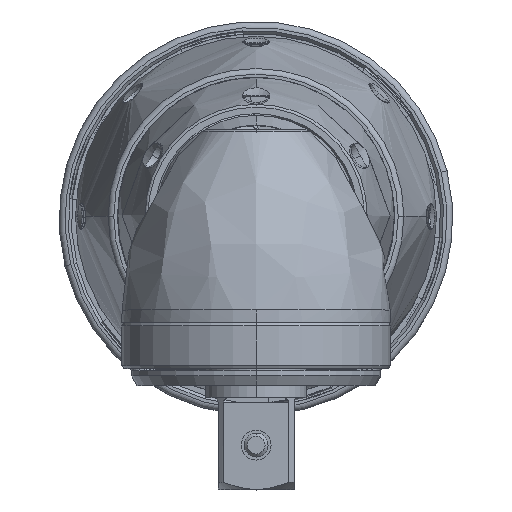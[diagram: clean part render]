
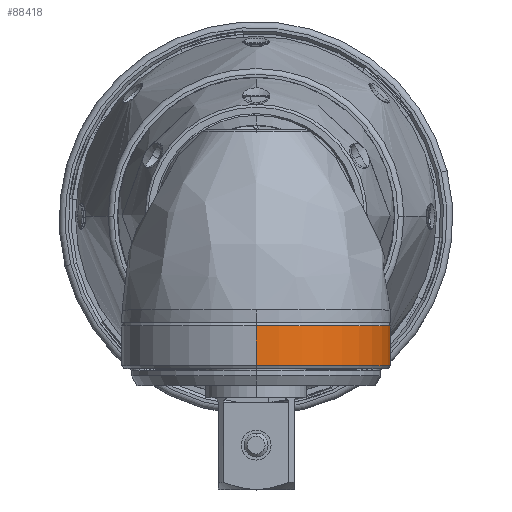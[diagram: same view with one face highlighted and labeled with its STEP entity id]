
A CAD part, top view. The second image highlights one B-rep face of the part: STEP entity #88418.
In plain terms, the highlighted cylindrical face has radius 22.5 mm (diameter 45 mm), a partial arc.
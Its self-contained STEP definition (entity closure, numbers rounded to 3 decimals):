
#88251=DIRECTION('',(0.,1.,0.));
#88252=VECTOR('',#88251,6.661);
#88253=CARTESIAN_POINT('',(0.028,-25.283,
546.606));
#88254=LINE('',#88253,#88252);
#88255=DIRECTION('',(0.,1.,0.));
#88256=VECTOR('',#88255,6.661);
#88257=CARTESIAN_POINT('',(0.022,-25.294,
501.606));
#88258=LINE('',#88257,#88256);
#88259=CARTESIAN_POINT('',(0.025,-25.289,
524.106));
#88260=DIRECTION('',(0.,1.,0.));
#88261=DIRECTION('',(0.,0.,1.));
#88262=AXIS2_PLACEMENT_3D('',#88259,#88260,#88261);
#88277=CARTESIAN_POINT('',(0.025,-18.628,
524.104));
#88278=DIRECTION('',(0.,1.,0.));
#88279=DIRECTION('',(0.,0.,1.));
#88280=AXIS2_PLACEMENT_3D('',#88277,#88278,#88279);
#88303=CARTESIAN_POINT('',(0.028,-25.283,
546.606));
#88305=VERTEX_POINT('',#88303);
#88306=CARTESIAN_POINT('',(0.028,-18.623,
546.604));
#88307=VERTEX_POINT('',#88306);
#88311=CARTESIAN_POINT('',(0.022,-25.294,
501.606));
#88313=VERTEX_POINT('',#88311);
#88314=CARTESIAN_POINT('',(0.022,-18.633,
501.604));
#88315=VERTEX_POINT('',#88314);
#88406=CARTESIAN_POINT('',(0.025,-17.723,
524.104));
#88407=DIRECTION('',(0.,-1.,0.));
#88408=DIRECTION('',(0.,0.,-1.));
#88409=AXIS2_PLACEMENT_3D('',#88406,#88407,#88408);
#88410=CYLINDRICAL_SURFACE('',#88409,22.5);
#88411=ORIENTED_EDGE('',*,*,#88351,.T.);
#88413=ORIENTED_EDGE('',*,*,#88412,.T.);
#88414=ORIENTED_EDGE('',*,*,#88354,.F.);
#88415=ORIENTED_EDGE('',*,*,#88399,.F.);
#88416=EDGE_LOOP('',(#88411,#88413,#88414,#88415));
#88417=FACE_OUTER_BOUND('',#88416,.F.);
#88418=ADVANCED_FACE('',(#88417),#88410,.T.);
#88263=CIRCLE('',#88262,22.5);
#88281=CIRCLE('',#88280,22.5);
#88351=EDGE_CURVE('',#88305,#88307,#88254,.T.);
#88354=EDGE_CURVE('',#88313,#88315,#88258,.T.);
#88399=EDGE_CURVE('',#88305,#88313,#88263,.T.);
#88412=EDGE_CURVE('',#88307,#88315,#88281,.T.);
